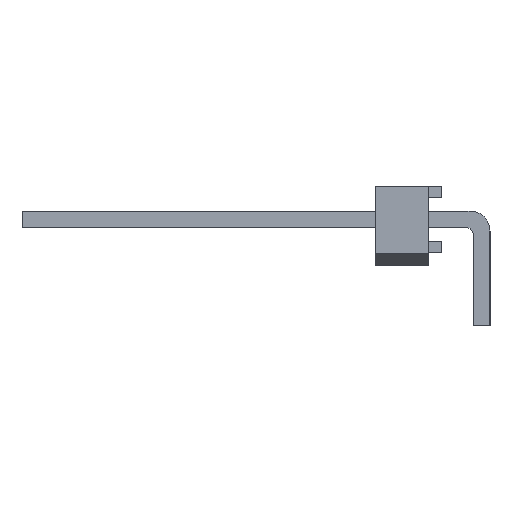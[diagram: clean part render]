
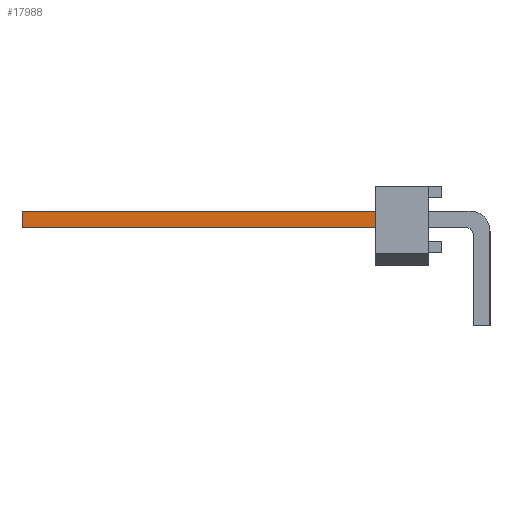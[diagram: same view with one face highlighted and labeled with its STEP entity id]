
A CAD part, left-side view. The second image highlights one B-rep face of the part: STEP entity #17988.
In plain terms, the highlighted face is planar.
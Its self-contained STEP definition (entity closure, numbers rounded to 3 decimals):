
#17219 = VERTEX_POINT('',#17220);
#17220 = CARTESIAN_POINT('',(14.288,17.526,-0.318));
#17226 = EDGE_CURVE('',#17227,#17219,#17229,.T.);
#17227 = VERTEX_POINT('',#17228);
#17228 = CARTESIAN_POINT('',(14.288,2.921,-0.318));
#17229 = LINE('',#17230,#17231);
#17230 = CARTESIAN_POINT('',(14.288,0.445,-0.318));
#17231 = VECTOR('',#17232,1.);
#17232 = DIRECTION('',(0.,1.,0.));
#17699 = VERTEX_POINT('',#17700);
#17700 = CARTESIAN_POINT('',(14.288,2.921,0.318));
#17706 = EDGE_CURVE('',#17707,#17699,#17709,.T.);
#17707 = VERTEX_POINT('',#17708);
#17708 = CARTESIAN_POINT('',(14.288,17.526,0.318));
#17709 = LINE('',#17710,#17711);
#17710 = CARTESIAN_POINT('',(14.288,17.526,0.318));
#17711 = VECTOR('',#17712,1.);
#17712 = DIRECTION('',(0.,-1.,0.));
#17977 = EDGE_CURVE('',#17219,#17707,#17978,.T.);
#17978 = LINE('',#17979,#17980);
#17979 = CARTESIAN_POINT('',(14.288,17.526,-0.318));
#17980 = VECTOR('',#17981,1.);
#17981 = DIRECTION('',(0.,0.,1.));
#17988 = ADVANCED_FACE('',(#17989),#18000,.T.);
#17989 = FACE_BOUND('',#17990,.T.);
#17990 = EDGE_LOOP('',(#17991,#17992,#17998,#17999));
#17991 = ORIENTED_EDGE('',*,*,#17706,.T.);
#17992 = ORIENTED_EDGE('',*,*,#17993,.T.);
#17993 = EDGE_CURVE('',#17699,#17227,#17994,.T.);
#17994 = LINE('',#17995,#17996);
#17995 = CARTESIAN_POINT('',(14.288,2.921,0.445));
#17996 = VECTOR('',#17997,1.);
#17997 = DIRECTION('',(0.,0.,-1.));
#17998 = ORIENTED_EDGE('',*,*,#17226,.T.);
#17999 = ORIENTED_EDGE('',*,*,#17977,.T.);
#18000 = PLANE('',#18001);
#18001 = AXIS2_PLACEMENT_3D('',#18002,#18003,#18004);
#18002 = CARTESIAN_POINT('',(14.288,0.445,0.445));
#18003 = DIRECTION('',(1.,0.,0.));
#18004 = DIRECTION('',(0.,0.,-1.));
